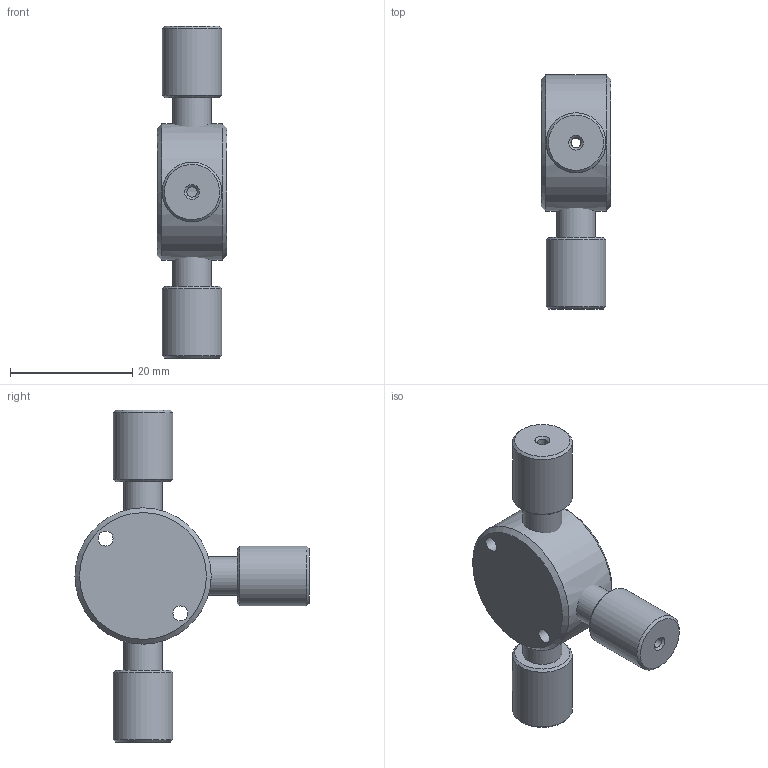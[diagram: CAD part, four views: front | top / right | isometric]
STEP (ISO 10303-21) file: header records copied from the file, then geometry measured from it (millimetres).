
FILE_DESCRIPTION((''),'2;1');
FILE_NAME('305261-CTMPK Low pressure tee.stp','2013-08-20T14:44:49',('Franzp'),(''),'Autodesk Inventor 2013','Autodesk Inventor 2013','');
FILE_SCHEMA(('AUTOMOTIVE_DESIGN { 1 0 10303 214 1 1 1 1 }'));
Length unit declared in the file: millimetre
Products named in the file (1): 305261_Shrinkwrap_1
Bounding box: 11.43 x 38.22 x 54.21 mm (x, y, z)
Surface area: 3759.5 mm2 (no closed solid volume)
Topology: 0 solids, 4 shells, 31 faces, 66 edges, 43 vertices
Faces by surface type: cylinder 12, cone 11, plane 8
Full cylindrical faces by diameter (mm): 1.65 x3, 2.44 x2, 6.35 x3, 9.78 x3, 22.225 x1
Entity records: 901 total; most frequent: CARTESIAN_POINT 219, DIRECTION 134, ORIENTED_EDGE 70, AXIS2_PLACEMENT_3D 67, EDGE_LOOP 67, VERTEX_POINT 41, EDGE_CURVE 41, FACE_BOUND 36
